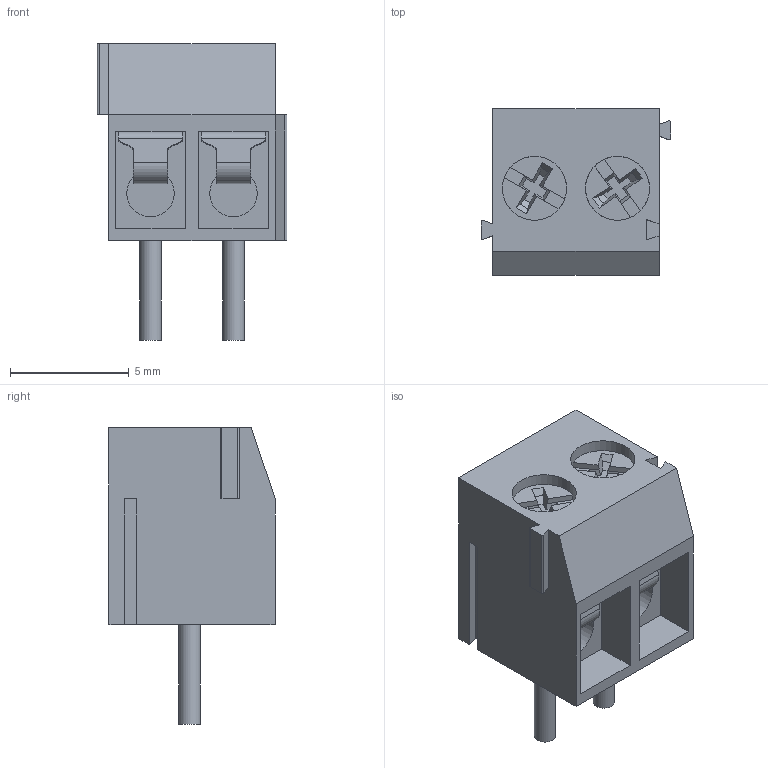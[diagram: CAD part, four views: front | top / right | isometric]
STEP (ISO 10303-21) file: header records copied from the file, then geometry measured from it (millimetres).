
FILE_DESCRIPTION( ( '' ), ' ' );
FILE_NAME( '5b596ac0b5b5ac0fb2dd4368.step', '2018-07-26T06:31:29', ( '' ), ( '' ), ' ', ' ', ' ' );
FILE_SCHEMA( ( 'AUTOMOTIVE_DESIGN { 1 0 10303 214 1 1 1 1 }' ) );
Length unit declared in the file: metre
Products named in the file (5): SOLID
Bounding box: 8 x 7 x 12.5 mm (x, y, z)
Volume: 349.3 mm3; surface area: 810.8 mm2
Topology: 5 solids, 5 shells, 141 faces, 365 edges, 240 vertices
Faces by surface type: plane 117, cylinder 20, extrusion 4
Full cylindrical faces by diameter (mm): 0.9 x2, 2 x2, 2.7 x4
Entity records: 5377 total; most frequent: CARTESIAN_POINT 795, ORIENTED_EDGE 698, DIRECTION 675, EDGE_CURVE 349, VECTOR 299, LINE 295, VERTEX_POINT 232, AXIS2_PLACEMENT_3D 188
